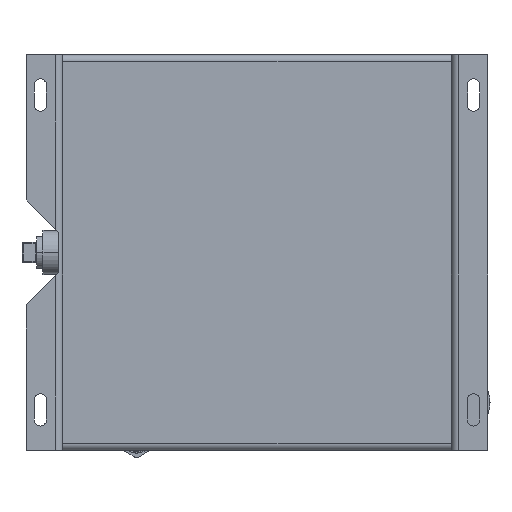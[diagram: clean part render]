
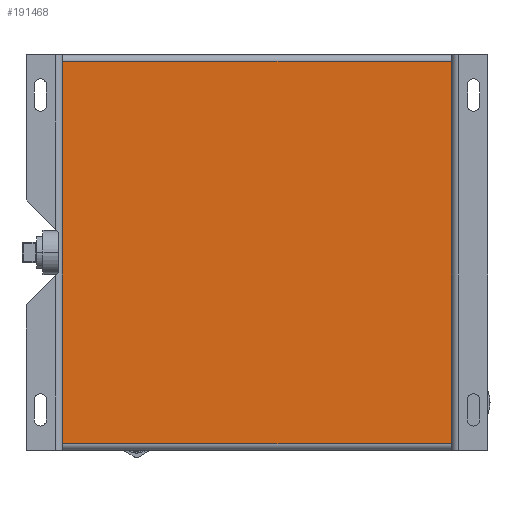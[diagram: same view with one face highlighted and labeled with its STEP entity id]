
A CAD part, front view. The second image highlights one B-rep face of the part: STEP entity #191468.
In plain terms, the highlighted planar face has unit normal (0, -1, 0).
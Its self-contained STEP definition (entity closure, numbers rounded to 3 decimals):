
#2641 = CARTESIAN_POINT ( 'NONE',  ( 10.709, -2.306, 12.041 ) ) ;
#7702 = VERTEX_POINT ( 'NONE', #70772 ) ;
#8106 = EDGE_CURVE ( 'NONE', #34671, #160659, #55563, .T. ) ;
#9146 = DIRECTION ( 'NONE',  ( 0., -1., 0. ) ) ;
#9361 = EDGE_CURVE ( 'NONE', #143265, #7702, #14009, .T. ) ;
#11081 = DIRECTION ( 'NONE',  ( 1., 0., 0. ) ) ;
#14009 = LINE ( 'NONE', #86825, #138060 ) ;
#34671 = VERTEX_POINT ( 'NONE', #179309 ) ;
#38774 = LINE ( 'NONE', #158002, #60647 ) ;
#40205 = VECTOR ( 'NONE', #159101, 39.37 ) ;
#52553 = ORIENTED_EDGE ( 'NONE', *, *, #64010, .F. ) ;
#55563 = LINE ( 'NONE', #85098, #40205 ) ;
#56897 = DIRECTION ( 'NONE',  ( 0., 0., 1. ) ) ;
#60647 = VECTOR ( 'NONE', #84010, 39.37 ) ;
#64010 = EDGE_CURVE ( 'NONE', #160659, #143265, #190931, .T. ) ;
#70772 = CARTESIAN_POINT ( 'NONE',  ( 22.75, -2.306, 12.041 ) ) ;
#82805 = ORIENTED_EDGE ( 'NONE', *, *, #127475, .F. ) ;
#84010 = DIRECTION ( 'NONE',  ( 0., 0., -1. ) ) ;
#85098 = CARTESIAN_POINT ( 'NONE',  ( 10.709, -2.306, 0.209 ) ) ;
#86278 = ORIENTED_EDGE ( 'NONE', *, *, #9361, .F. ) ;
#86825 = CARTESIAN_POINT ( 'NONE',  ( 10.709, -2.306, 12.041 ) ) ;
#106514 = EDGE_LOOP ( 'NONE', ( #52553, #118742, #82805, #86278 ) ) ;
#118742 = ORIENTED_EDGE ( 'NONE', *, *, #8106, .F. ) ;
#123873 = CARTESIAN_POINT ( 'NONE',  ( 10.709, -2.306, 0.209 ) ) ;
#127475 = EDGE_CURVE ( 'NONE', #7702, #34671, #38774, .T. ) ;
#131780 = CARTESIAN_POINT ( 'NONE',  ( 10.709, -2.306, 0. ) ) ;
#138060 = VECTOR ( 'NONE', #146959, 39.37 ) ;
#141801 = AXIS2_PLACEMENT_3D ( 'NONE', #144057, #9146, #11081 ) ;
#142209 = VECTOR ( 'NONE', #56897, 39.37 ) ;
#143109 = FACE_OUTER_BOUND ( 'NONE', #106514, .T. ) ;
#143265 = VERTEX_POINT ( 'NONE', #2641 ) ;
#144057 = CARTESIAN_POINT ( 'NONE',  ( 10.709, -2.306, 0.209 ) ) ;
#146959 = DIRECTION ( 'NONE',  ( 1., 0., 0. ) ) ;
#158002 = CARTESIAN_POINT ( 'NONE',  ( 22.75, -2.306, 0. ) ) ;
#159101 = DIRECTION ( 'NONE',  ( -1., 0., 0. ) ) ;
#160659 = VERTEX_POINT ( 'NONE', #123873 ) ;
#160807 = PLANE ( 'NONE',  #141801 ) ;
#179309 = CARTESIAN_POINT ( 'NONE',  ( 22.75, -2.306, 0.209 ) ) ;
#190931 = LINE ( 'NONE', #131780, #142209 ) ;
#191468 = ADVANCED_FACE ( 'NONE', ( #143109 ), #160807, .T. ) ;
